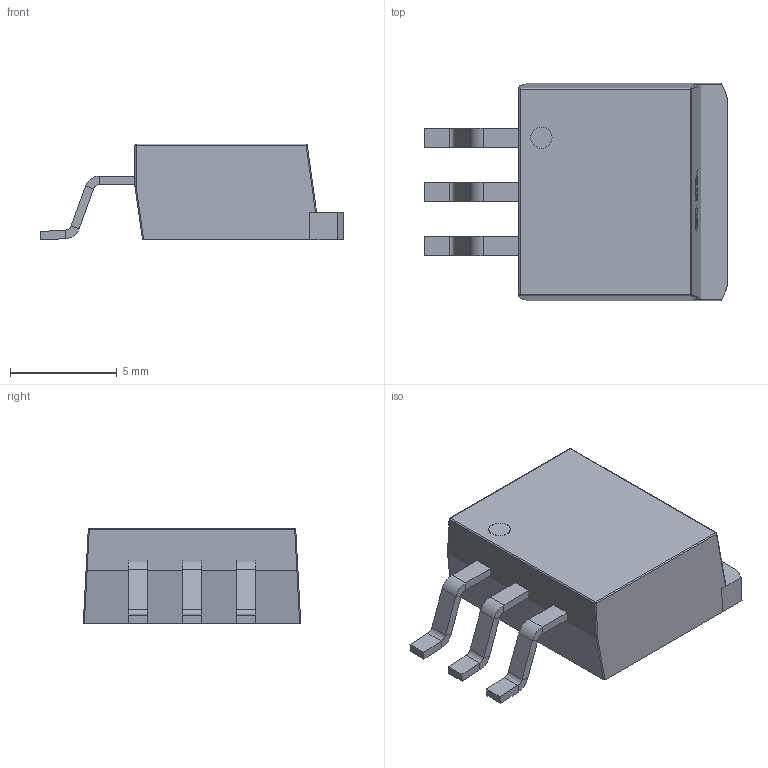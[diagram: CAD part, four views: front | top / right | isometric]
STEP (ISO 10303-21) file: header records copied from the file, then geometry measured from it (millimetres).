
FILE_DESCRIPTION(/* description */ (''),/* implementation_level */ '2;1');
FILE_NAME(/* name */ 'LM2940S.step',/* time_stamp */ '2022-10-03T19:27:56+08:00',/* author */ (''),/* organization */ (''),/* preprocessor_version */ 'ST-DEVELOPER v19',/* originating_system */ 'Autodesk Translation Framework v11.7.0.108',/* authorisation */ '');
FILE_SCHEMA (('AUTOMOTIVE_DESIGN { 1 0 10303 214 3 1 1 }'));
Length unit declared in the file: millimetre
Products named in the file (3): U1; TO-263-3L_L10.0-W9.2-P2.54-TL; COMPOUND (6)
Assembly tree (2 placements, depth 3):
  U1
    TO-263-3L_L10.0-W9.2-P2.54-TL
      COMPOUND (6)
Bounding box: 14.23 x 10.2 x 4.5 mm (x, y, z)
Volume: 393.3 mm3; surface area: 576.9 mm2
Topology: 2 solids, 2 shells, 336 faces, 871 edges, 558 vertices
Faces by surface type: plane 211, bspline 98, cylinder 23, sphere 4
Full cylindrical faces by diameter (mm): 1 x1
Entity records: 10867 total; most frequent: CARTESIAN_POINT 2874, ORIENTED_EDGE 1734, DIRECTION 1369, EDGE_CURVE 867, LINE 627, VECTOR 627, VERTEX_POINT 558, AXIS2_PLACEMENT_3D 371
